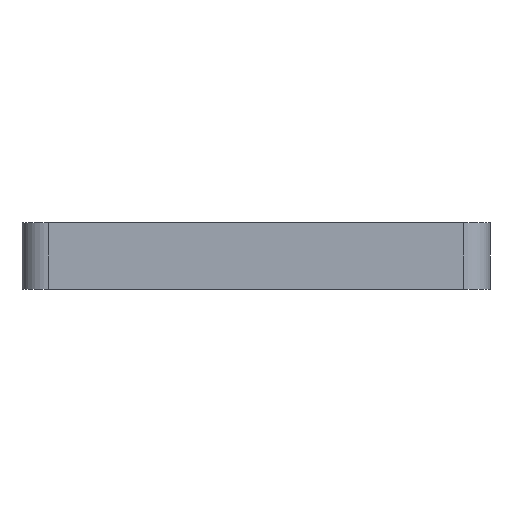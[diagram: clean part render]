
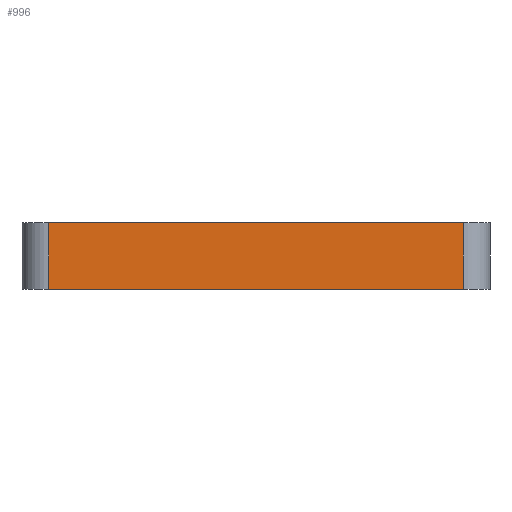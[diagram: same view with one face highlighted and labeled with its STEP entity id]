
A CAD part, front view. The second image highlights one B-rep face of the part: STEP entity #996.
In plain terms, the highlighted planar face has unit normal (0, -1, 0).
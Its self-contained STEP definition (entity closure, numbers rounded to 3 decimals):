
#1 = VECTOR ( 'NONE', #522, 1000. ) ;
#102 = EDGE_CURVE ( 'NONE', #930, #1574, #492, .T. ) ;
#107 = EDGE_LOOP ( 'NONE', ( #1276, #806, #1393, #1474 ) ) ;
#148 = CARTESIAN_POINT ( 'NONE',  ( -17.5, -21., 5. ) ) ;
#229 = EDGE_CURVE ( 'NONE', #930, #1346, #1417, .T. ) ;
#492 = LINE ( 'NONE', #766, #526 ) ;
#514 = VERTEX_POINT ( 'NONE', #883 ) ;
#522 = DIRECTION ( 'NONE',  ( 1., 0., 0. ) ) ;
#526 = VECTOR ( 'NONE', #1630, 1000. ) ;
#565 = LINE ( 'NONE', #1543, #1234 ) ;
#591 = CARTESIAN_POINT ( 'NONE',  ( -17.5, -21., 0. ) ) ;
#615 = VECTOR ( 'NONE', #1126, 1000. ) ;
#702 = CARTESIAN_POINT ( 'NONE',  ( -15.5, -21., 0. ) ) ;
#729 = LINE ( 'NONE', #591, #615 ) ;
#766 = CARTESIAN_POINT ( 'NONE',  ( -15.5, -21., 5. ) ) ;
#804 = DIRECTION ( 'NONE',  ( 0., 1., 0. ) ) ;
#806 = ORIENTED_EDGE ( 'NONE', *, *, #102, .T. ) ;
#819 = FACE_OUTER_BOUND ( 'NONE', #107, .T. ) ;
#883 = CARTESIAN_POINT ( 'NONE',  ( 15.5, -21., 0. ) ) ;
#915 = EDGE_CURVE ( 'NONE', #514, #1346, #565, .T. ) ;
#930 = VERTEX_POINT ( 'NONE', #1412 ) ;
#934 = AXIS2_PLACEMENT_3D ( 'NONE', #1442, #804, #1298 ) ;
#937 = DIRECTION ( 'NONE',  ( 0., 0., 1. ) ) ;
#996 = ADVANCED_FACE ( 'NONE', ( #819 ), #1280, .F. ) ;
#1126 = DIRECTION ( 'NONE',  ( 1., 0., 0. ) ) ;
#1234 = VECTOR ( 'NONE', #937, 1000. ) ;
#1276 = ORIENTED_EDGE ( 'NONE', *, *, #229, .F. ) ;
#1280 = PLANE ( 'NONE',  #934 ) ;
#1298 = DIRECTION ( 'NONE',  ( 0., 0., 1. ) ) ;
#1346 = VERTEX_POINT ( 'NONE', #1497 ) ;
#1393 = ORIENTED_EDGE ( 'NONE', *, *, #1604, .T. ) ;
#1412 = CARTESIAN_POINT ( 'NONE',  ( -15.5, -21., 5. ) ) ;
#1417 = LINE ( 'NONE', #148, #1 ) ;
#1442 = CARTESIAN_POINT ( 'NONE',  ( -17.5, -21., 5. ) ) ;
#1474 = ORIENTED_EDGE ( 'NONE', *, *, #915, .T. ) ;
#1497 = CARTESIAN_POINT ( 'NONE',  ( 15.5, -21., 5. ) ) ;
#1543 = CARTESIAN_POINT ( 'NONE',  ( 15.5, -21., 5. ) ) ;
#1574 = VERTEX_POINT ( 'NONE', #702 ) ;
#1604 = EDGE_CURVE ( 'NONE', #1574, #514, #729, .T. ) ;
#1630 = DIRECTION ( 'NONE',  ( 0., 0., -1. ) ) ;
